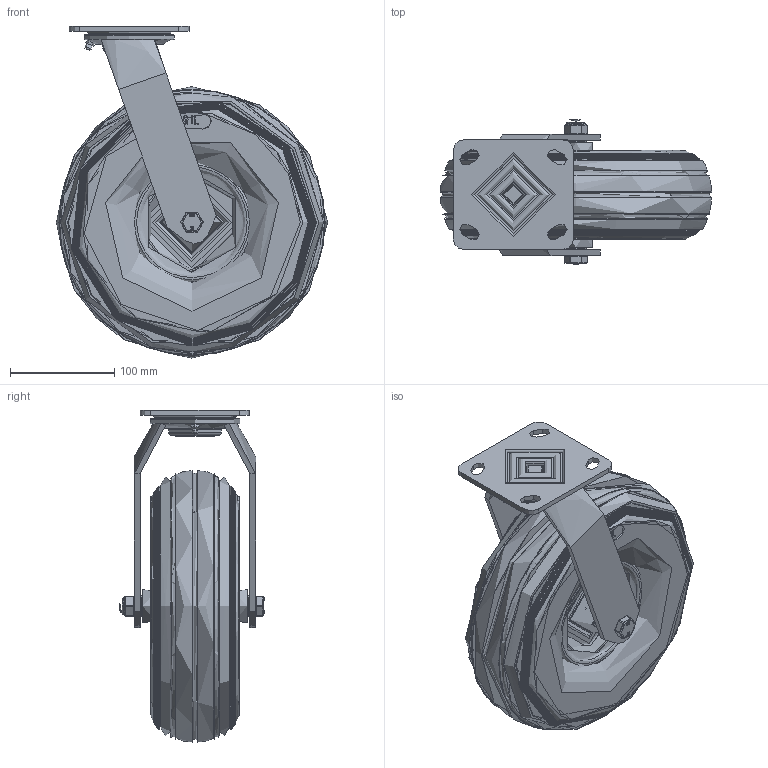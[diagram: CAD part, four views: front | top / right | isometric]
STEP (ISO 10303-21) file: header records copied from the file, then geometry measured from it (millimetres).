
FILE_DESCRIPTION(/* description */ (''),/* implementation_level */ '2;1');
FILE_NAME(/* name */ 'BZFPC260MPUB.step',/* time_stamp */ '2025-06-24T09:28:44+01:00',/* author */ (''),/* organization */ (''),/* preprocessor_version */ 'ST-DEVELOPER v20.1',/* originating_system */ 'Autodesk Translation Framework v14.10.0.0',/* authorisation */ '');
FILE_SCHEMA (('AUTOMOTIVE_DESIGN { 1 0 10303 214 3 1 1 }'));
Length unit declared in the file: millimetre
Products named in the file (27): BZFPC260MPUB; BZFPC260AS v1; FABRICATED STEEL TOP PLATE; FABRICATED STEEL FORKS; FABRICATED STEEL FORKS Geometry; GREASE NIPPLE; BZWMPUR26020 v1; PUNCTURE PROOF TYRE; STEEL RIM; RIM; ROLLER BEARING; CAGE; Pattern; Component1; PLASTIC CAP; TUBEM20X105 v1; ZINC PLATED TUBE; WM20X32X13 v1; ZINC PLATED WASHER; WM20X32X13 v1 (1); ZINC PLATED WASHER (1); BOLTM12X130Z8.8 v2; ZINC PLATED BOLT; NYLOCM12Z v1; NYLOC NUT; NUT; RUBBER
Assembly tree (33 placements, depth 6):
  BZFPC260MPUB
    BZFPC260AS v1
      FABRICATED STEEL TOP PLATE
      FABRICATED STEEL FORKS
        FABRICATED STEEL FORKS Geometry
        GREASE NIPPLE
    BZWMPUR26020 v1
      PUNCTURE PROOF TYRE
      STEEL RIM
        RIM
        ROLLER BEARING
          CAGE
          Pattern
            Component1  x8
        PLASTIC CAP
    TUBEM20X105 v1
      ZINC PLATED TUBE
    WM20X32X13 v1
      ZINC PLATED WASHER
    WM20X32X13 v1 (1)
      ZINC PLATED WASHER (1)
    BOLTM12X130Z8.8 v2
      ZINC PLATED BOLT
    NYLOCM12Z v1
      NYLOC NUT
        NUT
        RUBBER
Bounding box: 259.89 x 138.3 x 318.09 mm (x, y, z)
Volume: 3648488.4 mm3; surface area: 390826.8 mm2
Topology: 22 solids, 22 shells, 647 faces, 1562 edges, 1002 vertices
Faces by surface type: plane 236, cylinder 175, torus 102, bspline 76, cone 45, sphere 13
Full cylindrical faces by diameter (mm): 0.796 x2, 7.5 x8, 9.836 x23, 10 x1, 11.834 x23, 12 x3, 12.5 x1, 13 x2, 14 x2, 17.25 x1, 18.5 x1, 19 x1, 19.9 x1, 20 x3, 21 x3, 22 x1, 27 x1, 29.799 x1, 32 x2, 32.5 x2, 34 x1, 35 x3, 50.5 x1, 58 x1, 61.5 x2, 80 x1, 86 x1, 98 x1, 111 x2
Entity records: 36762 total; most frequent: CARTESIAN_POINT 21228, DIRECTION 3166, ORIENTED_EDGE 3080, EDGE_CURVE 1540, AXIS2_PLACEMENT_3D 1279, VERTEX_POINT 988, EDGE_LOOP 720, CIRCLE 666
